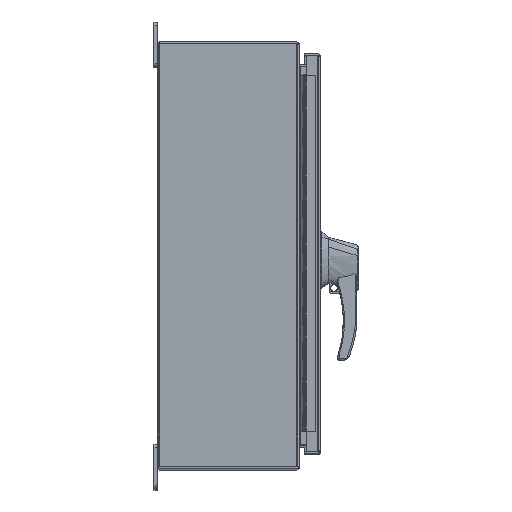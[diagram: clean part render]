
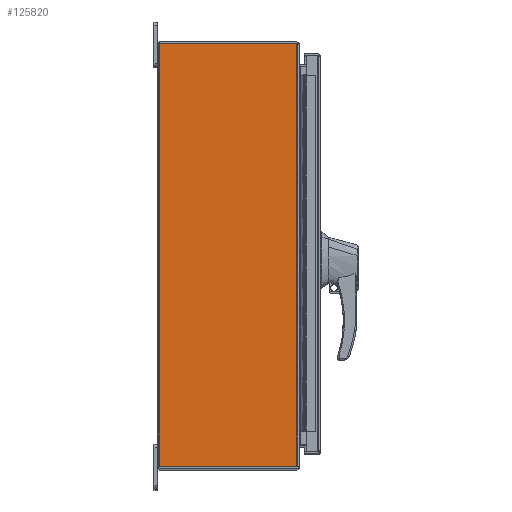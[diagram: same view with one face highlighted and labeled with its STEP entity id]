
A CAD part, top view. The second image highlights one B-rep face of the part: STEP entity #125820.
In plain terms, the highlighted face is planar.
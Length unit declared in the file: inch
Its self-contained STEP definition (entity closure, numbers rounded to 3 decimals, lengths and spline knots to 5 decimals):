
#17280 = EDGE_CURVE ( 'NONE', #26470, #67865, #73742, .T. ) ;
#26470 = VERTEX_POINT ( 'NONE', #39957 ) ;
#30357 = VECTOR ( 'NONE', #65760, 39.37008 ) ;
#33414 = CARTESIAN_POINT ( 'NONE',  ( -24., -7.762, 83.071 ) ) ;
#34766 = EDGE_CURVE ( 'NONE', #26470, #106371, #60253, .T. ) ;
#36812 = DIRECTION ( 'NONE',  ( 0., 0., 1. ) ) ;
#37266 = CARTESIAN_POINT ( 'NONE',  ( -24., -0.048, -11.90489 ) ) ;
#37937 = CARTESIAN_POINT ( 'NONE',  ( -24., -7.762, -11.90489 ) ) ;
#39957 = CARTESIAN_POINT ( 'NONE',  ( -24., -0.048, -11.90489 ) ) ;
#51809 = VECTOR ( 'NONE', #36812, 39.37008 ) ;
#57987 = EDGE_CURVE ( 'NONE', #106371, #103456, #123487, .T. ) ;
#60099 = ORIENTED_EDGE ( 'NONE', *, *, #17280, .T. ) ;
#60253 = LINE ( 'NONE', #91795, #51809 ) ;
#65760 = DIRECTION ( 'NONE',  ( 0., -1., 0. ) ) ;
#67865 = VERTEX_POINT ( 'NONE', #37937 ) ;
#73522 = CARTESIAN_POINT ( 'NONE',  ( -24., -7.762, 11.90489 ) ) ;
#73742 = LINE ( 'NONE', #37266, #133084 ) ;
#84389 = DIRECTION ( 'NONE',  ( 0., 1., 0. ) ) ;
#85744 = PLANE ( 'NONE',  #92333 ) ;
#89008 = EDGE_LOOP ( 'NONE', ( #113032, #119403, #113174, #60099 ) ) ;
#91795 = CARTESIAN_POINT ( 'NONE',  ( -24., -0.048, 11.857 ) ) ;
#92333 = AXIS2_PLACEMENT_3D ( 'NONE', #138253, #106514, #84389 ) ;
#100367 = CARTESIAN_POINT ( 'NONE',  ( -24., -0.048, 11.90489 ) ) ;
#103456 = VERTEX_POINT ( 'NONE', #73522 ) ;
#106371 = VERTEX_POINT ( 'NONE', #100367 ) ;
#106514 = DIRECTION ( 'NONE',  ( 1., 0., 0. ) ) ;
#108760 = CARTESIAN_POINT ( 'NONE',  ( -24., -0.048, 11.90489 ) ) ;
#109567 = DIRECTION ( 'NONE',  ( 0., 0., -1. ) ) ;
#112988 = DIRECTION ( 'NONE',  ( 0., -1., 0. ) ) ;
#113032 = ORIENTED_EDGE ( 'NONE', *, *, #128539, .F. ) ;
#113174 = ORIENTED_EDGE ( 'NONE', *, *, #34766, .F. ) ;
#118984 = FACE_OUTER_BOUND ( 'NONE', #89008, .T. ) ;
#119403 = ORIENTED_EDGE ( 'NONE', *, *, #57987, .F. ) ;
#123487 = LINE ( 'NONE', #108760, #30357 ) ;
#124890 = LINE ( 'NONE', #33414, #136740 ) ;
#125820 = ADVANCED_FACE ( 'NONE', ( #118984 ), #85744, .F. ) ;
#128539 = EDGE_CURVE ( 'NONE', #103456, #67865, #124890, .T. ) ;
#133084 = VECTOR ( 'NONE', #112988, 39.37008 ) ;
#136740 = VECTOR ( 'NONE', #109567, 39.37008 ) ;
#138253 = CARTESIAN_POINT ( 'NONE',  ( -24., 0., 83.071 ) ) ;
